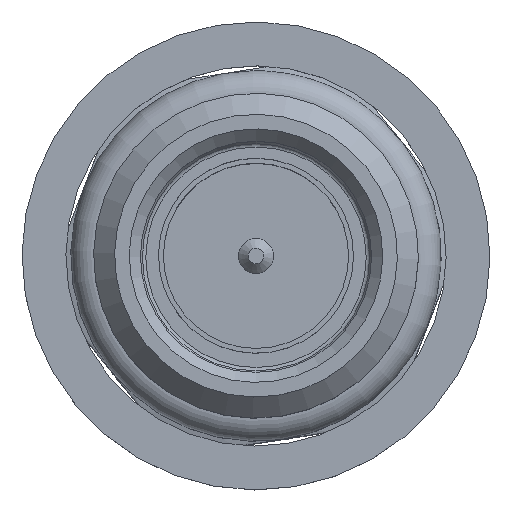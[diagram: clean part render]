
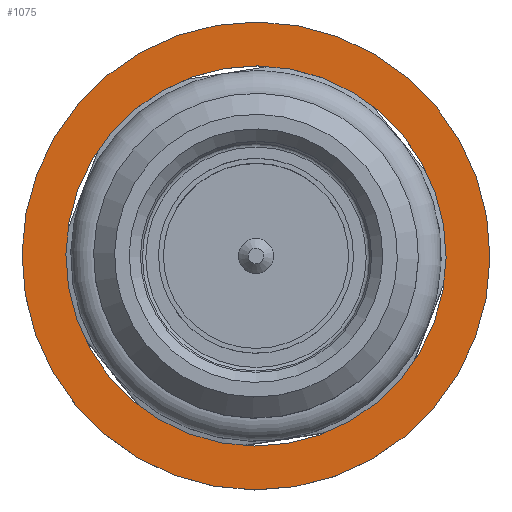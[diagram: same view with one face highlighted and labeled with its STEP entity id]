
A CAD part, top view. The second image highlights one B-rep face of the part: STEP entity #1075.
In plain terms, the highlighted planar face has unit normal (0, 0, 1).
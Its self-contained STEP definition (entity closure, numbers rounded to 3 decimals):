
#71=FACE_BOUND('',#170,.T.);
#80=PLANE('',#1167);
#98=FACE_OUTER_BOUND('',#169,.T.);
#169=EDGE_LOOP('',(#673));
#170=EDGE_LOOP('',(#674));
#328=CIRCLE('',#1165,12.);
#330=CIRCLE('',#1168,9.75);
#419=VERTEX_POINT('',#1694);
#421=VERTEX_POINT('',#1700);
#514=EDGE_CURVE('',#419,#419,#328,.T.);
#517=EDGE_CURVE('',#421,#421,#330,.T.);
#673=ORIENTED_EDGE('',*,*,#514,.T.);
#674=ORIENTED_EDGE('',*,*,#517,.F.);
#1075=ADVANCED_FACE('',(#98,#71),#80,.T.);
#1165=AXIS2_PLACEMENT_3D('',#1695,#1330,#1331);
#1167=AXIS2_PLACEMENT_3D('',#1699,#1335,#1336);
#1168=AXIS2_PLACEMENT_3D('',#1701,#1337,#1338);
#1330=DIRECTION('center_axis',(0.,0.,
1.));
#1331=DIRECTION('ref_axis',(-0.007,-1.,0.));
#1335=DIRECTION('center_axis',(0.,0.,
1.));
#1336=DIRECTION('ref_axis',(-0.007,-1.,0.));
#1337=DIRECTION('center_axis',(0.,0.,
1.));
#1338=DIRECTION('ref_axis',(-0.007,-1.,0.));
#1694=CARTESIAN_POINT('',(-12.,0.09,11.));
#1695=CARTESIAN_POINT('Origin',(0.,0.,
11.));
#1699=CARTESIAN_POINT('Origin',(9.75,-0.073,11.));
#1700=CARTESIAN_POINT('',(-9.75,0.073,11.));
#1701=CARTESIAN_POINT('Origin',(0.,0.,
11.));
